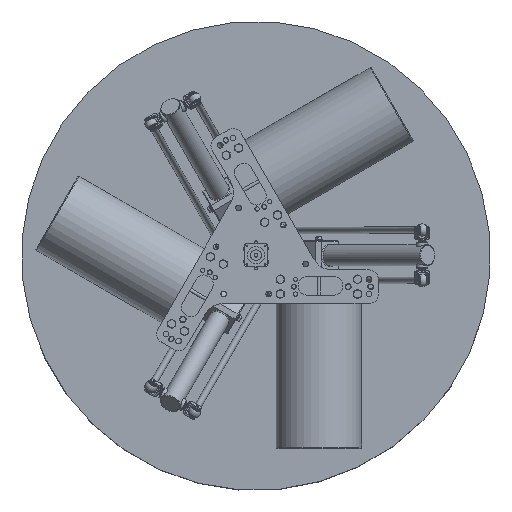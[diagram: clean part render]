
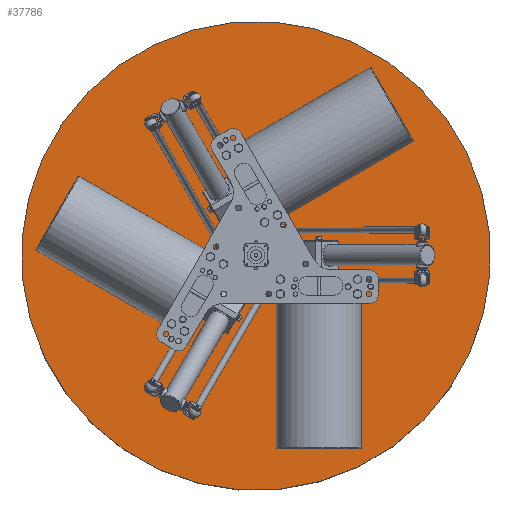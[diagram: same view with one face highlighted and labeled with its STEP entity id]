
A CAD part, top view. The second image highlights one B-rep face of the part: STEP entity #37786.
In plain terms, the highlighted planar face has unit normal (0, 0, 1).
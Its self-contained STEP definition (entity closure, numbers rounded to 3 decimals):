
#3286=PLANE('',#42010);
#5548=FACE_OUTER_BOUND('',#8579,.T.);
#8579=EDGE_LOOP('',(#33397));
#15286=CIRCLE('',#42009,560.);
#18676=VERTEX_POINT('',#80515);
#23583=EDGE_CURVE('',#18676,#18676,#15286,.T.);
#33397=ORIENTED_EDGE('',*,*,#23583,.T.);
#37786=ADVANCED_FACE('',(#5548),#3286,.T.);
#42009=AXIS2_PLACEMENT_3D('',#80516,#52511,#52512);
#42010=AXIS2_PLACEMENT_3D('',#80517,#52513,#52514);
#52511=DIRECTION('center_axis',(0.,0.,1.));
#52512=DIRECTION('ref_axis',(-1.,0.,0.));
#52513=DIRECTION('center_axis',(0.,0.,1.));
#52514=DIRECTION('ref_axis',(1.,0.,0.));
#80515=CARTESIAN_POINT('',(560.,0.,330.));
#80516=CARTESIAN_POINT('Origin',(0.,0.,330.));
#80517=CARTESIAN_POINT('Origin',(0.,0.,
330.));
